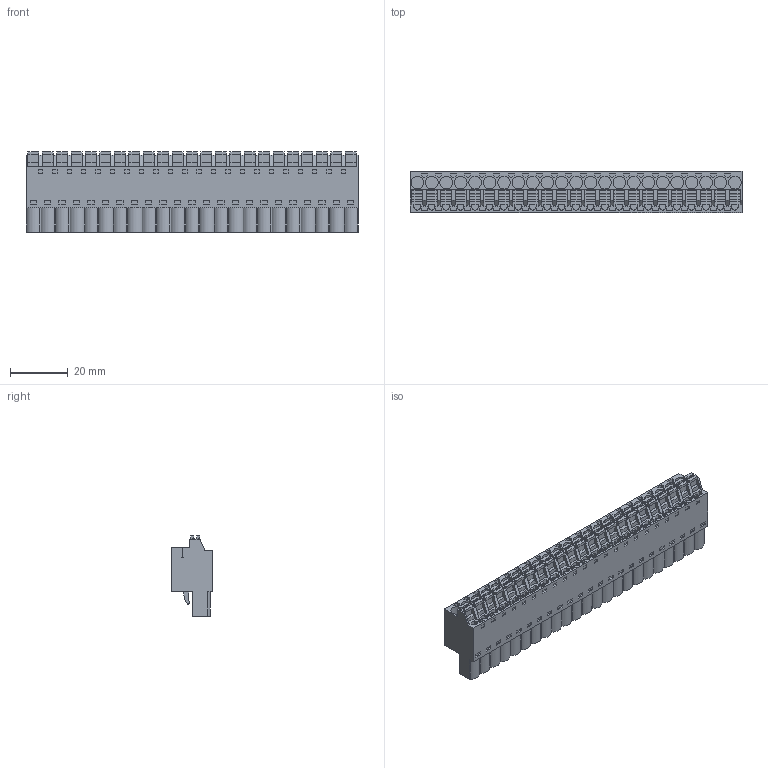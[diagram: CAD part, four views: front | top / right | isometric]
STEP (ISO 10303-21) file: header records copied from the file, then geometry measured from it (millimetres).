
FILE_DESCRIPTION(('CATIA V5 STEP Exchange','CAx-IF Rec.Pracs.--- Model Styling and Organization---1.2---2011-12-15'),'2;1');
FILE_NAME ('D1449817_0_1211800000_1211800000.stp','2017-04-27T12:30:58+00:00',('none'),('Weidmueller'),'CATIA Version 5-6 Release 2014','CATIA V5 STEP AP214','none');
FILE_SCHEMA(('AUTOMOTIVE_DESIGN { 1 0 10303 214 1 1 1 1 }'));
Products named in the file (1): 1211800000
Bounding box: 115 x 14.2 x 27.73 mm (x, y, z)
Volume: 28800.8 mm3; surface area: 14996.9 mm2
Topology: 24 solids, 24 shells, 1901 faces, 5562 edges, 3892 vertices
Faces by surface type: plane 1732, cylinder 165, extrusion 4
Entity records: 60896 total; most frequent: ORIENTED_EDGE 11124, CARTESIAN_POINT 10786, DIRECTION 7896, EDGE_CURVE 5562, VECTOR 5183, LINE 5179, VERTEX_POINT 3892, EDGE_LOOP 2128
